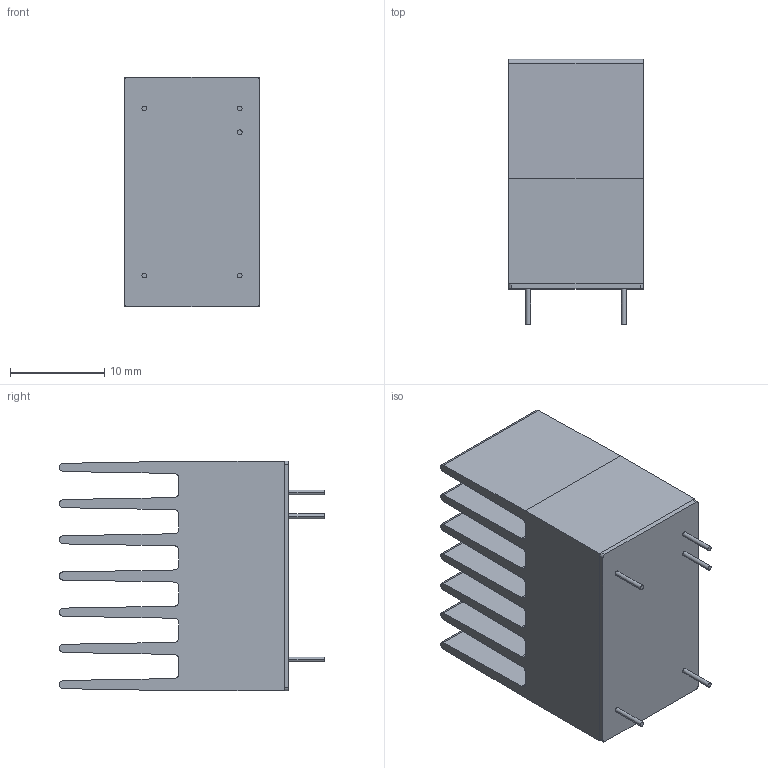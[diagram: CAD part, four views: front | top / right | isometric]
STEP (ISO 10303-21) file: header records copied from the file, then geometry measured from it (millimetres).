
FILE_DESCRIPTION (( 'STEP AP214' ), '1' );
FILE_NAME ('TEL 15-1211N-HS.STEP', '2022-11-05T00:04:13', ( '' ), ( '' ), 'SwSTEP 2.0', 'SolidWorks 2017', '' );
FILE_SCHEMA (( 'AUTOMOTIVE_DESIGN' ));
Length unit declared in the file: millimetre
Products named in the file (1): TEL 15-1211N-HS
Bounding box: 14.3 x 28.2 x 24.4 mm (x, y, z)
Volume: 2674.6 mm3; surface area: 5561.5 mm2
Topology: 7 solids, 7 shells, 91 faces, 220 edges, 144 vertices
Faces by surface type: plane 46, cylinder 41, torus 4
Entity records: 2764 total; most frequent: DIRECTION 490, CARTESIAN_POINT 456, ORIENTED_EDGE 440, EDGE_CURVE 220, AXIS2_PLACEMENT_3D 178, VERTEX_POINT 144, LINE 134, VECTOR 134
